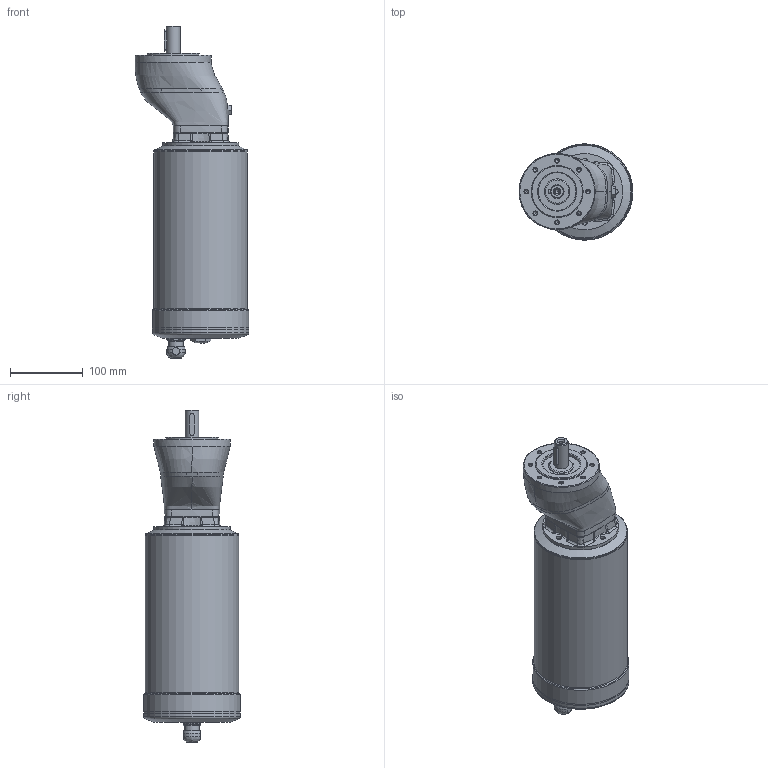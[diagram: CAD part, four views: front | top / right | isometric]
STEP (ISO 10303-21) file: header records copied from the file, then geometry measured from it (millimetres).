
FILE_DESCRIPTION( ( 'Unknown' ), '1' );
FILE_NAME( 'CFF18B937BCDD1E95780B17E6F5343.3d.stp', 'Unknown', ( 'Unknown' ), ( 'Unknown' ), 'PSStep 10.1', 'Unknown', ' ' );
FILE_SCHEMA( ( 'AUTOMOTIVE_DESIGN { 1 0 10303 214 1 1 1 1 }' ) );
Length unit declared in the file: millimetre
Products named in the file (1): 411N8800
Bounding box: 157 x 133 x 457.7 mm (x, y, z)
Volume: 4388383.2 mm3; surface area: 207093.4 mm2
Topology: 1 solids, 11 shells, 372 faces, 888 edges, 569 vertices
Faces by surface type: plane 118, cylinder 97, cone 87, bspline 45, torus 24, sphere 1
Full cylindrical faces by diameter (mm): 4.134 x2, 4.917 x17, 6.5 x1, 6.647 x4, 7 x5, 8 x4, 9 x4, 13 x4, 13.4 x1, 14 x5, 16.662 x1, 17 x1, 18 x1, 19 x1, 20 x1, 35 x2, 47 x1, 52 x2, 71.8 x1, 105 x2, 128.98 x1, 129 x2, 132.98 x2, 133 x3
Entity records: 19198 total; most frequent: CARTESIAN_POINT 9102, DIRECTION 1401, ORIENTED_EDGE 1286, EDGE_CURVE 643, AXIS2_PLACEMENT_3D 621, EDGE_LOOP 561, VERTEX_POINT 490, FACE_OUTER_BOUND 457
